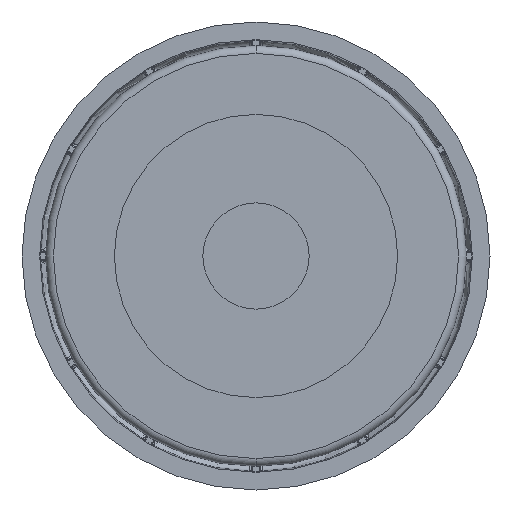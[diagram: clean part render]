
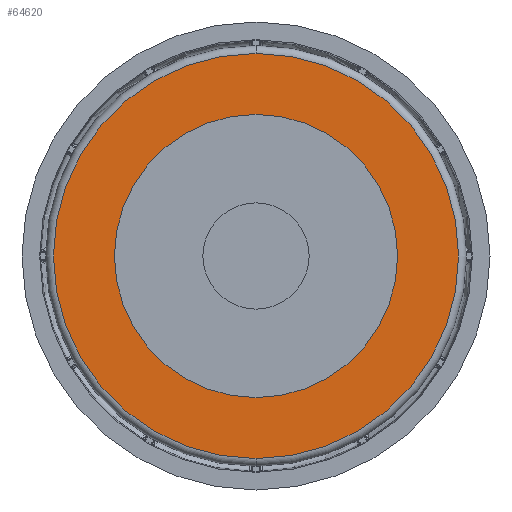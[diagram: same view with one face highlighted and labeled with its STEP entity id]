
A CAD part, front view. The second image highlights one B-rep face of the part: STEP entity #64620.
In plain terms, the highlighted planar face has unit normal (0, -1, 0).
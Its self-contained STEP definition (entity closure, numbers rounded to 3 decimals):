
#70 = EDGE_CURVE ( 'NONE', #62252, #82771, #32687, .T. ) ;
#1038 = DIRECTION ( 'NONE',  ( 0., 0., -1. ) ) ;
#1514 = EDGE_LOOP ( 'NONE', ( #40880, #71113 ) ) ;
#6112 = EDGE_CURVE ( 'NONE', #73877, #77240, #45510, .T. ) ;
#8377 = FACE_OUTER_BOUND ( 'NONE', #1514, .T. ) ;
#13371 = DIRECTION ( 'NONE',  ( 0., 1., 0. ) ) ;
#14346 = CARTESIAN_POINT ( 'NONE',  ( 0., -2., 36. ) ) ;
#23723 = CIRCLE ( 'NONE', #76612, 36. ) ;
#28379 = ORIENTED_EDGE ( 'NONE', *, *, #41660, .T. ) ;
#30235 = EDGE_CURVE ( 'NONE', #77240, #73877, #79815, .T. ) ;
#32687 = CIRCLE ( 'NONE', #33879, 36. ) ;
#32719 = AXIS2_PLACEMENT_3D ( 'NONE', #36392, #82089, #42989 ) ;
#33879 = AXIS2_PLACEMENT_3D ( 'NONE', #49508, #49426, #49155 ) ;
#35023 = DIRECTION ( 'NONE',  ( 0., 1., 0. ) ) ;
#36392 = CARTESIAN_POINT ( 'NONE',  ( 36., -2., 0. ) ) ;
#40574 = DIRECTION ( 'NONE',  ( 0., 1., 0. ) ) ;
#40880 = ORIENTED_EDGE ( 'NONE', *, *, #6112, .F. ) ;
#40905 = CARTESIAN_POINT ( 'NONE',  ( 0., -2., 51.5 ) ) ;
#41660 = EDGE_CURVE ( 'NONE', #82771, #62252, #23723, .T. ) ;
#42989 = DIRECTION ( 'NONE',  ( 0., 0., -1. ) ) ;
#43015 = EDGE_LOOP ( 'NONE', ( #28379, #52877 ) ) ;
#43527 = FACE_BOUND ( 'NONE', #43015, .T. ) ;
#45510 = CIRCLE ( 'NONE', #59473, 51.5 ) ;
#49155 = DIRECTION ( 'NONE',  ( 0., 0., -1. ) ) ;
#49426 = DIRECTION ( 'NONE',  ( 0., 1., 0. ) ) ;
#49508 = CARTESIAN_POINT ( 'NONE',  ( 0., -2., 0. ) ) ;
#50661 = AXIS2_PLACEMENT_3D ( 'NONE', #74184, #35023, #80737 ) ;
#52834 = CARTESIAN_POINT ( 'NONE',  ( 0., -2., 0. ) ) ;
#52877 = ORIENTED_EDGE ( 'NONE', *, *, #70, .T. ) ;
#55637 = PLANE ( 'NONE',  #32719 ) ;
#58600 = CARTESIAN_POINT ( 'NONE',  ( 0., -2., -51.5 ) ) ;
#59380 = DIRECTION ( 'NONE',  ( 0., 0., -1. ) ) ;
#59473 = AXIS2_PLACEMENT_3D ( 'NONE', #52834, #13371, #59380 ) ;
#61001 = CARTESIAN_POINT ( 'NONE',  ( 0., -2., -36. ) ) ;
#62252 = VERTEX_POINT ( 'NONE', #14346 ) ;
#64620 = ADVANCED_FACE ( 'NONE', ( #8377, #43527 ), #55637, .T. ) ;
#71113 = ORIENTED_EDGE ( 'NONE', *, *, #30235, .F. ) ;
#73877 = VERTEX_POINT ( 'NONE', #58600 ) ;
#74184 = CARTESIAN_POINT ( 'NONE',  ( 0., -2., 0. ) ) ;
#76612 = AXIS2_PLACEMENT_3D ( 'NONE', #79723, #40574, #1038 ) ;
#77240 = VERTEX_POINT ( 'NONE', #40905 ) ;
#79723 = CARTESIAN_POINT ( 'NONE',  ( 0., -2., 0. ) ) ;
#79815 = CIRCLE ( 'NONE', #50661, 51.5 ) ;
#80737 = DIRECTION ( 'NONE',  ( 0., 0., -1. ) ) ;
#82089 = DIRECTION ( 'NONE',  ( 0., -1., 0. ) ) ;
#82771 = VERTEX_POINT ( 'NONE', #61001 ) ;
